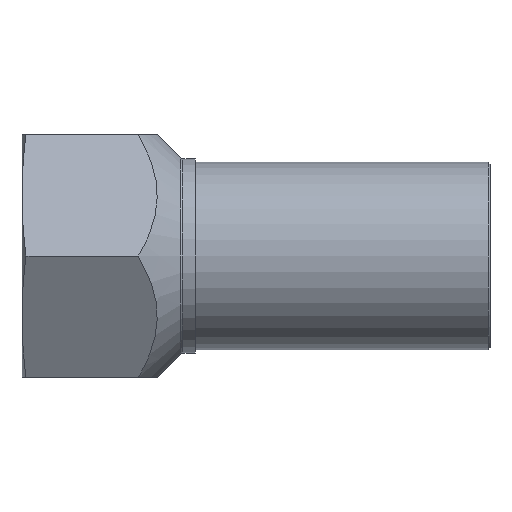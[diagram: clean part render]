
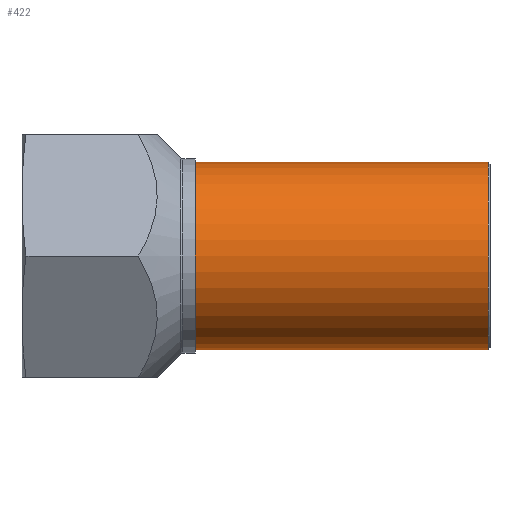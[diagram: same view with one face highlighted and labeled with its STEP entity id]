
A CAD part, front view. The second image highlights one B-rep face of the part: STEP entity #422.
In plain terms, the highlighted cylindrical face has radius 27 mm (diameter 54 mm), a full revolution.
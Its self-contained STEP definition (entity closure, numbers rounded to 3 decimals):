
#35=CYLINDRICAL_SURFACE('',#476,27.);
#42=LINE('',#678,#58);
#58=VECTOR('',#552,27.);
#91=FACE_OUTER_BOUND('',#120,.T.);
#120=EDGE_LOOP('',(#296,#297,#298,#299));
#150=CIRCLE('',#475,27.);
#151=CIRCLE('',#477,27.);
#180=VERTEX_POINT('',#673);
#181=VERTEX_POINT('',#677);
#224=EDGE_CURVE('',#180,#180,#150,.T.);
#225=EDGE_CURVE('',#180,#181,#42,.T.);
#226=EDGE_CURVE('',#181,#181,#151,.T.);
#296=ORIENTED_EDGE('',*,*,#224,.F.);
#297=ORIENTED_EDGE('',*,*,#225,.T.);
#298=ORIENTED_EDGE('',*,*,#226,.F.);
#299=ORIENTED_EDGE('',*,*,#225,.F.);
#422=ADVANCED_FACE('',(#91),#35,.T.);
#475=AXIS2_PLACEMENT_3D('',#675,#548,#549);
#476=AXIS2_PLACEMENT_3D('',#676,#550,#551);
#477=AXIS2_PLACEMENT_3D('',#679,#553,#554);
#548=DIRECTION('center_axis',(1.,0.,0.));
#549=DIRECTION('ref_axis',(0.,0.,-1.));
#550=DIRECTION('center_axis',(1.,0.,0.));
#551=DIRECTION('ref_axis',(0.,0.,-1.));
#552=DIRECTION('',(-1.,0.,0.));
#553=DIRECTION('center_axis',(-1.,0.,0.));
#554=DIRECTION('ref_axis',(0.,0.,-1.));
#673=CARTESIAN_POINT('',(84.5,0.,27.));
#675=CARTESIAN_POINT('Origin',(84.5,0.,0.));
#676=CARTESIAN_POINT('Origin',(0.,0.,0.));
#677=CARTESIAN_POINT('',(0.,0.,27.));
#678=CARTESIAN_POINT('',(0.,0.,27.));
#679=CARTESIAN_POINT('Origin',(0.,0.,0.));
